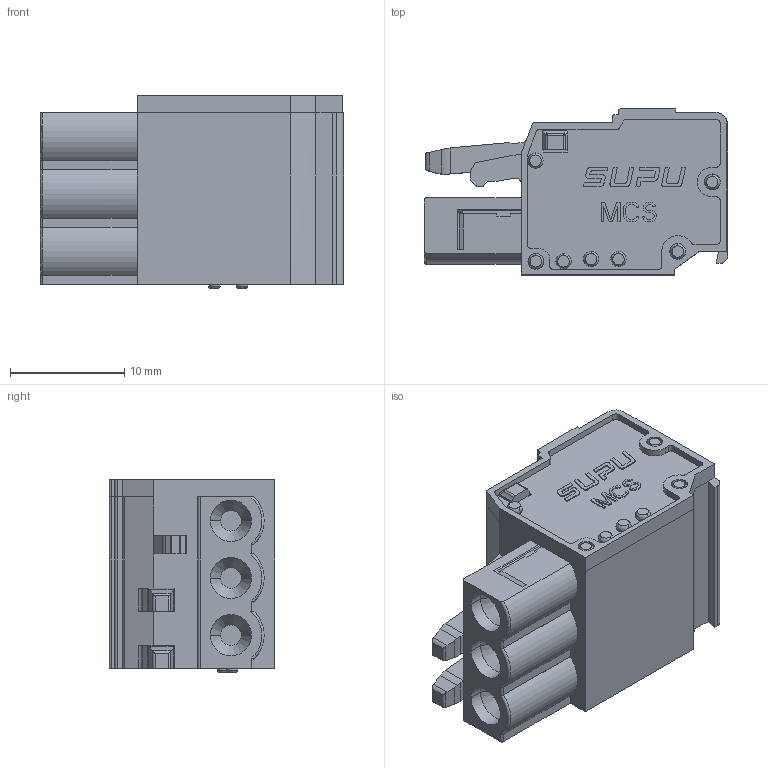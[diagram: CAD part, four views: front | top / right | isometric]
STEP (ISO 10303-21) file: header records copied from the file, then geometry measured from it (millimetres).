
FILE_DESCRIPTION(/* description */ (''),/* implementation_level */ '2;1');
FILE_NAME(/* name */ '450103.stp',/* time_stamp */ '2021-05-17T09:09:41+08:00',/* author */ (''),/* organization */ (''),/* preprocessor_version */ 'ST-DEVELOPER v16',/* originating_system */ 'SIEMENS PLM Software NX 10.0',/* authorisation */ '');
FILE_SCHEMA (('AP203_CONFIGURATION_CONTROLLED_3D_DESIGN_OF_MECHANICAL_PARTS_AND_ASSEMBLIES_MIM_LF { 1 0 10303 403 2 1 2}'));
Products named in the file (1): syf01FE4C0BC8728
Bounding box: 26.5 x 14.5 x 16.85 mm (x, y, z)
Volume: 4125 mm3; surface area: 3838.5 mm2
Topology: 1 solids, 27 shells, 1784 faces, 4676 edges, 2992 vertices
Faces by surface type: plane 993, cylinder 371, cone 185, torus 105, extrusion 86, bspline 42, sphere 2
Entity records: 57552 total; most frequent: CARTESIAN_POINT 13462, ORIENTED_EDGE 9350, DIRECTION 8847, EDGE_CURVE 4675, VECTOR 3259, LINE 3173, VERTEX_POINT 2992, AXIS2_PLACEMENT_3D 2794
